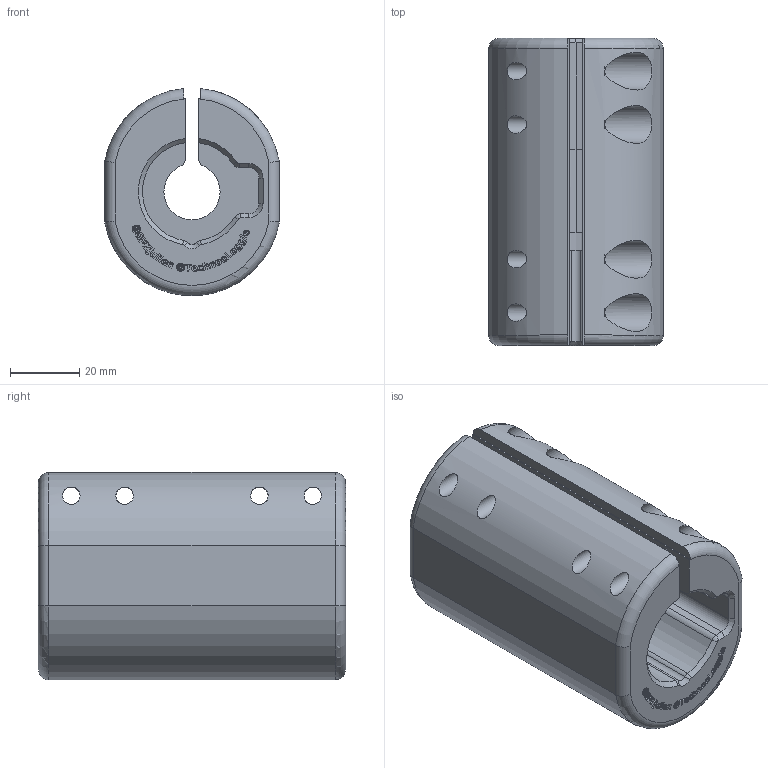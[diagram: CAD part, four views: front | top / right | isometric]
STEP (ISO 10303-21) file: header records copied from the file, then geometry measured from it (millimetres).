
FILE_DESCRIPTION(/* description */ (''),/* implementation_level */ '2;1');
FILE_NAME(/* name */ 'Eagle (BIRD LIKE) - By Technoo Loggie.step',/* time_stamp */ '2019-04-02T22:45:48+02:00',/* author */ (''),/* organization */ (''),/* preprocessor_version */ 'ST-DEVELOPER v17.2',/* originating_system */ 'Autodesk Translation Framework v7.6.0.251',/* authorisation */ '');
FILE_SCHEMA (('AUTOMOTIVE_DESIGN { 1 0 10303 214 3 1 1 }'));
Length unit declared in the file: millimetre
Products named in the file (1): FusionComponent
Bounding box: 50.26 x 88.44 x 59.61 mm (x, y, z)
Volume: 139381 mm3; surface area: 32582.9 mm2
Topology: 1 solids, 1 shells, 663 faces, 1836 edges, 1217 vertices
Faces by surface type: bspline 404, plane 209, cylinder 34, cone 10, torus 6
Full cylindrical faces by diameter (mm): 5.035 x4, 5.75 x4, 10.89 x4
Entity records: 22735 total; most frequent: CARTESIAN_POINT 8528, ORIENTED_EDGE 3672, EDGE_CURVE 1836, DIRECTION 1582, VERTEX_POINT 1217, LINE 926, VECTOR 926, B_SPLINE_CURVE_WITH_KNOTS 840
